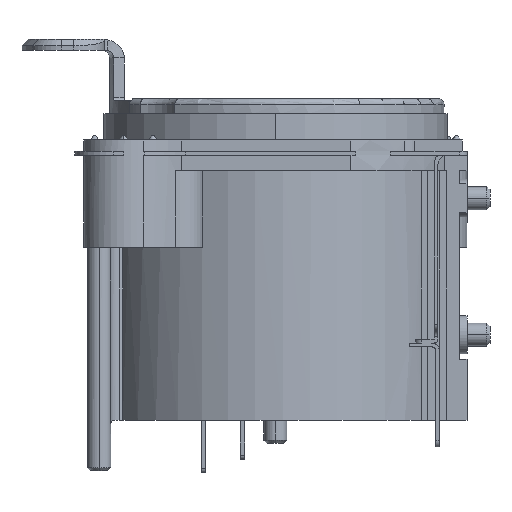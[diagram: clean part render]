
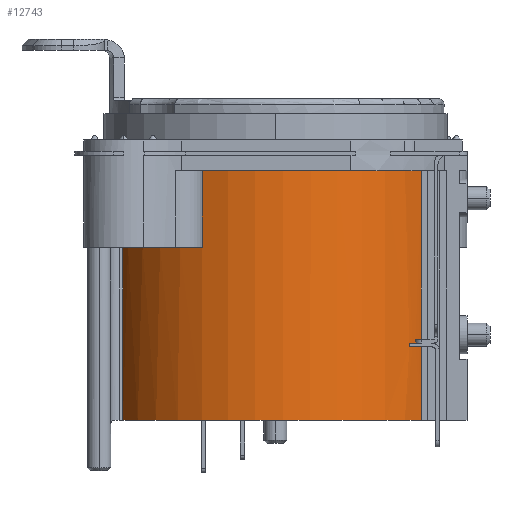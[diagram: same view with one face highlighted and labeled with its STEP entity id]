
A CAD part, left-side view. The second image highlights one B-rep face of the part: STEP entity #12743.
In plain terms, the highlighted cylindrical face has radius 11.2 mm (diameter 22.4 mm), a partial arc.
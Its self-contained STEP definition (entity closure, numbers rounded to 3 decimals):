
#124=CARTESIAN_POINT('',(0.,0.,-4.7));
#125=DIRECTION('',(0.,0.,1.));
#126=DIRECTION('',(-0.904,0.427,0.));
#127=AXIS2_PLACEMENT_3D('',#124,#125,#126);
#129=CARTESIAN_POINT('',(0.,0.,-21.));
#130=DIRECTION('',(0.,0.,-1.));
#131=DIRECTION('',(-0.527,-0.85,0.));
#132=AXIS2_PLACEMENT_3D('',#129,#130,#131);
#1450=CARTESIAN_POINT('',(0.,0.,-9.7));
#1451=DIRECTION('',(0.,0.,1.));
#1452=DIRECTION('',(-0.512,0.859,0.));
#1453=AXIS2_PLACEMENT_3D('',#1450,#1451,#1452);
#1478=DIRECTION('',(0.,0.,1.));
#1479=VECTOR('',#1478,5.);
#1480=CARTESIAN_POINT('',(-5.732,9.622,-9.7));
#1481=LINE('',#1480,#1479);
#1482=CARTESIAN_POINT('',(0.,0.,-4.7));
#1483=DIRECTION('',(0.,0.,1.));
#1484=DIRECTION('',(-0.458,0.889,0.));
#1485=AXIS2_PLACEMENT_3D('',#1482,#1483,#1484);
#1520=DIRECTION('',(0.,0.,1.));
#1521=VECTOR('',#1520,16.3);
#1522=CARTESIAN_POINT('',(-5.135,9.954,-21.));
#1523=LINE('',#1522,#1521);
#2679=DIRECTION('',(0.,0.,1.));
#2680=VECTOR('',#2679,0.25);
#2681=CARTESIAN_POINT('',(-7.,-8.743,-16.2));
#2682=LINE('',#2681,#2680);
#2714=CARTESIAN_POINT('',(0.,0.,-15.95));
#2715=DIRECTION('',(0.,0.,1.));
#2716=DIRECTION('',(-0.625,-0.781,0.));
#2717=AXIS2_PLACEMENT_3D('',#2714,#2715,#2716);
#2728=DIRECTION('',(0.,0.,1.));
#2729=VECTOR('',#2728,0.25);
#2730=CARTESIAN_POINT('',(-6.2,-9.327,-16.2));
#2731=LINE('',#2730,#2729);
#2740=CARTESIAN_POINT('',(0.,0.,-16.2));
#2741=DIRECTION('',(0.,0.,1.));
#2742=DIRECTION('',(-0.625,-0.781,0.));
#2743=AXIS2_PLACEMENT_3D('',#2740,#2741,#2742);
#2886=DIRECTION('',(0.,0.,-1.));
#2887=VECTOR('',#2886,5.);
#2888=CARTESIAN_POINT('',(-10.129,4.78,-4.7));
#2889=LINE('',#2888,#2887);
#3029=DIRECTION('',(0.,0.,1.));
#3030=VECTOR('',#3029,16.3);
#3031=CARTESIAN_POINT('',(-5.9,-9.52,-21.));
#3032=LINE('',#3031,#3030);
#12212=CARTESIAN_POINT('',(-5.135,9.954,-4.7));
#12213=CARTESIAN_POINT('',(-5.732,9.622,-4.7));
#12214=VERTEX_POINT('',#12212);
#12215=VERTEX_POINT('',#12213);
#12218=CARTESIAN_POINT('',(-5.9,-9.52,-21.));
#12219=CARTESIAN_POINT('',(-5.9,-9.52,-4.7));
#12220=VERTEX_POINT('',#12218);
#12221=VERTEX_POINT('',#12219);
#12353=CARTESIAN_POINT('',(-5.732,9.622,-9.7));
#12354=CARTESIAN_POINT('',(-10.129,4.78,-9.7));
#12355=VERTEX_POINT('',#12353);
#12356=VERTEX_POINT('',#12354);
#12359=CARTESIAN_POINT('',(-5.135,9.954,-21.));
#12360=VERTEX_POINT('',#12359);
#12365=CARTESIAN_POINT('',(-10.129,4.78,-4.7));
#12366=VERTEX_POINT('',#12365);
#12473=CARTESIAN_POINT('',(-7.,-8.743,-15.95));
#12474=CARTESIAN_POINT('',(-6.2,-9.327,-15.95));
#12475=VERTEX_POINT('',#12473);
#12476=VERTEX_POINT('',#12474);
#12477=CARTESIAN_POINT('',(-6.2,-9.327,-16.2));
#12478=VERTEX_POINT('',#12477);
#12479=CARTESIAN_POINT('',(-7.,-8.743,-16.2));
#12480=VERTEX_POINT('',#12479);
#12710=CARTESIAN_POINT('',(0.,0.,-1.));
#12711=DIRECTION('',(0.,0.,1.));
#12712=DIRECTION('',(1.,0.,0.));
#12713=AXIS2_PLACEMENT_3D('',#12710,#12711,#12712);
#12714=CYLINDRICAL_SURFACE('',#12713,11.2);
#12716=ORIENTED_EDGE('',*,*,#12715,.T.);
#12718=ORIENTED_EDGE('',*,*,#12717,.F.);
#12720=ORIENTED_EDGE('',*,*,#12719,.T.);
#12722=ORIENTED_EDGE('',*,*,#12721,.T.);
#12724=ORIENTED_EDGE('',*,*,#12723,.T.);
#12726=ORIENTED_EDGE('',*,*,#12725,.F.);
#12728=ORIENTED_EDGE('',*,*,#12727,.T.);
#12730=ORIENTED_EDGE('',*,*,#12729,.F.);
#12731=EDGE_LOOP('',(#12716,#12718,#12720,#12722,#12724,#12726,#12728,#12730));
#12732=FACE_OUTER_BOUND('',#12731,.F.);
#12734=ORIENTED_EDGE('',*,*,#12733,.F.);
#12736=ORIENTED_EDGE('',*,*,#12735,.F.);
#12738=ORIENTED_EDGE('',*,*,#12737,.T.);
#12740=ORIENTED_EDGE('',*,*,#12739,.T.);
#12741=EDGE_LOOP('',(#12734,#12736,#12738,#12740));
#12742=FACE_BOUND('',#12741,.F.);
#12743=ADVANCED_FACE('',(#12732,#12742),#12714,.T.);
#128=CIRCLE('',#127,11.2);
#133=CIRCLE('',#132,11.2);
#1454=CIRCLE('',#1453,11.2);
#1486=CIRCLE('',#1485,11.2);
#2718=CIRCLE('',#2717,11.2);
#2744=CIRCLE('',#2743,11.2);
#12715=EDGE_CURVE('',#12366,#12221,#128,.T.);
#12717=EDGE_CURVE('',#12220,#12221,#3032,.T.);
#12719=EDGE_CURVE('',#12220,#12360,#133,.T.);
#12721=EDGE_CURVE('',#12360,#12214,#1523,.T.);
#12723=EDGE_CURVE('',#12214,#12215,#1486,.T.);
#12725=EDGE_CURVE('',#12355,#12215,#1481,.T.);
#12727=EDGE_CURVE('',#12355,#12356,#1454,.T.);
#12729=EDGE_CURVE('',#12366,#12356,#2889,.T.);
#12733=EDGE_CURVE('',#12475,#12476,#2718,.T.);
#12735=EDGE_CURVE('',#12480,#12475,#2682,.T.);
#12737=EDGE_CURVE('',#12480,#12478,#2744,.T.);
#12739=EDGE_CURVE('',#12478,#12476,#2731,.T.);
